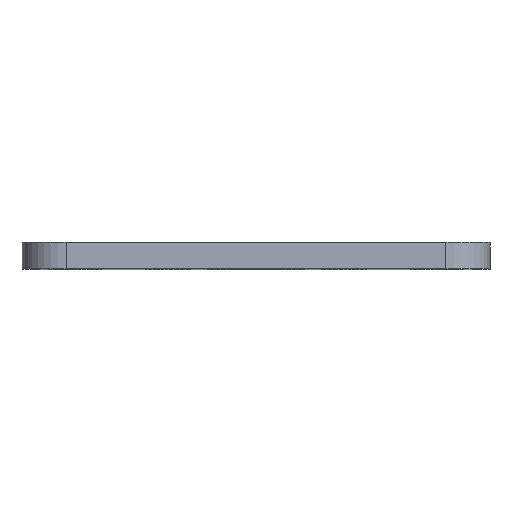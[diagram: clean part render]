
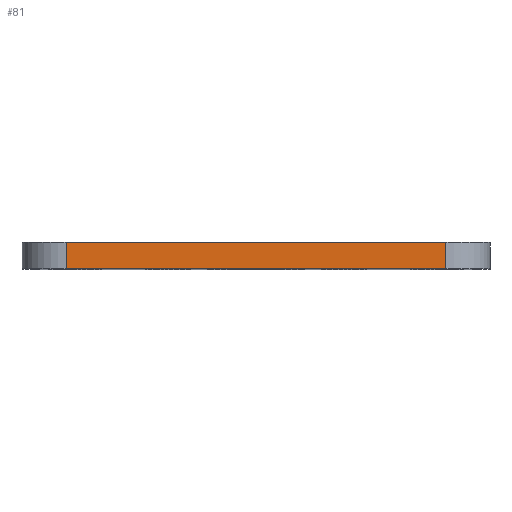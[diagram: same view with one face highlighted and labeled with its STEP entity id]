
A CAD part, top view. The second image highlights one B-rep face of the part: STEP entity #81.
In plain terms, the highlighted planar face has unit normal (0, 0, 1).
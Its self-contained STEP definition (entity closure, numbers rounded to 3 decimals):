
#62 = AXIS2_PLACEMENT_3D ( 'NONE', #579, #768, #762 ) ;
#81 = ADVANCED_FACE ( 'NONE', ( #1348 ), #774, .F. ) ;
#115 = CARTESIAN_POINT ( 'NONE',  ( -21.5, 0., 32.43 ) ) ;
#176 = VERTEX_POINT ( 'NONE', #717 ) ;
#210 = DIRECTION ( 'NONE',  ( 1., 0., 0. ) ) ;
#220 = EDGE_CURVE ( 'NONE', #247, #742, #1282, .T. ) ;
#231 = ORIENTED_EDGE ( 'NONE', *, *, #220, .T. ) ;
#233 = CARTESIAN_POINT ( 'NONE',  ( 21.5, 0., 32.43 ) ) ;
#247 = VERTEX_POINT ( 'NONE', #682 ) ;
#390 = DIRECTION ( 'NONE',  ( 0., -1., 0. ) ) ;
#404 = EDGE_CURVE ( 'NONE', #742, #1073, #1683, .T. ) ;
#421 = VECTOR ( 'NONE', #506, 1000. ) ;
#485 = VECTOR ( 'NONE', #977, 1000. ) ;
#506 = DIRECTION ( 'NONE',  ( 1., 0., 0. ) ) ;
#554 = CARTESIAN_POINT ( 'NONE',  ( 21.5, 3., 32.43 ) ) ;
#579 = CARTESIAN_POINT ( 'NONE',  ( 21.5, 3., 32.43 ) ) ;
#682 = CARTESIAN_POINT ( 'NONE',  ( -21.5, 3., 32.43 ) ) ;
#710 = VECTOR ( 'NONE', #210, 1000. ) ;
#717 = CARTESIAN_POINT ( 'NONE',  ( 21.5, 3., 32.43 ) ) ;
#742 = VERTEX_POINT ( 'NONE', #115 ) ;
#762 = DIRECTION ( 'NONE',  ( -1., 0., 0. ) ) ;
#768 = DIRECTION ( 'NONE',  ( 0., 0., -1. ) ) ;
#774 = PLANE ( 'NONE',  #62 ) ;
#779 = ORIENTED_EDGE ( 'NONE', *, *, #404, .T. ) ;
#890 = CARTESIAN_POINT ( 'NONE',  ( -21.5, 3., 32.43 ) ) ;
#977 = DIRECTION ( 'NONE',  ( 0., -1., 0. ) ) ;
#979 = CARTESIAN_POINT ( 'NONE',  ( 21.5, 0., 32.43 ) ) ;
#1017 = LINE ( 'NONE', #554, #421 ) ;
#1041 = EDGE_CURVE ( 'NONE', #176, #1073, #1572, .T. ) ;
#1073 = VERTEX_POINT ( 'NONE', #979 ) ;
#1282 = LINE ( 'NONE', #890, #485 ) ;
#1329 = EDGE_LOOP ( 'NONE', ( #779, #1395, #1505, #231 ) ) ;
#1348 = FACE_OUTER_BOUND ( 'NONE', #1329, .T. ) ;
#1395 = ORIENTED_EDGE ( 'NONE', *, *, #1041, .F. ) ;
#1471 = CARTESIAN_POINT ( 'NONE',  ( 21.5, 3., 32.43 ) ) ;
#1505 = ORIENTED_EDGE ( 'NONE', *, *, #1542, .F. ) ;
#1542 = EDGE_CURVE ( 'NONE', #247, #176, #1017, .T. ) ;
#1572 = LINE ( 'NONE', #1471, #1654 ) ;
#1654 = VECTOR ( 'NONE', #390, 1000. ) ;
#1683 = LINE ( 'NONE', #233, #710 ) ;
